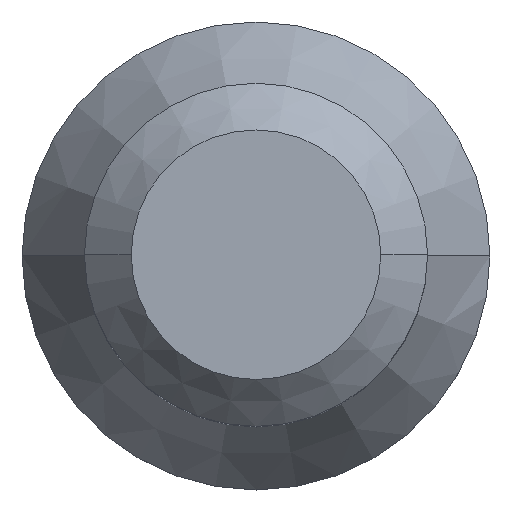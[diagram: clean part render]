
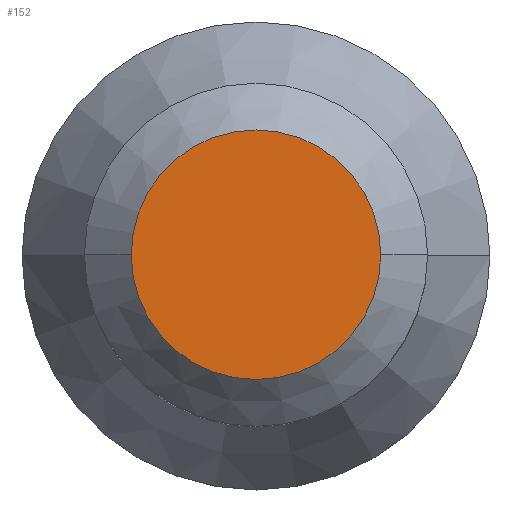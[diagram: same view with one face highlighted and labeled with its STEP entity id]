
A CAD part, top view. The second image highlights one B-rep face of the part: STEP entity #152.
In plain terms, the highlighted planar face has unit normal (0, 0, 1).
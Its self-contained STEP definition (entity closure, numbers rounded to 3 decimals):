
#120=PLANE('',#585);
#152=ADVANCED_FACE('',(#183),#120,.T.);
#183=FACE_OUTER_BOUND('',#214,.T.);
#214=EDGE_LOOP('',(#353,#354));
#353=ORIENTED_EDGE('',*,*,#465,.T.);
#354=ORIENTED_EDGE('',*,*,#467,.F.);
#396=VERTEX_POINT('',#1153);
#397=VERTEX_POINT('',#1155);
#465=EDGE_CURVE('',#397,#396,#500,.T.);
#467=EDGE_CURVE('',#397,#396,#501,.T.);
#500=CIRCLE('',#581,0.8);
#501=CIRCLE('',#583,0.8);
#581=AXIS2_PLACEMENT_3D('',#1154,#727,#728);
#583=AXIS2_PLACEMENT_3D('',#1158,#732,#733);
#585=AXIS2_PLACEMENT_3D('',#1160,#736,#737);
#727=DIRECTION('',(0.,0.,1.));
#728=DIRECTION('',(1.,0.,0.));
#732=DIRECTION('',(0.,0.,-1.));
#733=DIRECTION('',(1.,0.,0.));
#736=DIRECTION('',(0.,0.,1.));
#737=DIRECTION('',(1.,0.,0.));
#1153=CARTESIAN_POINT('',(-0.8,0.,5.));
#1154=CARTESIAN_POINT('',(0.,0.,5.));
#1155=CARTESIAN_POINT('',(0.8,0.,5.));
#1158=CARTESIAN_POINT('',(0.,0.,5.));
#1160=CARTESIAN_POINT('',(0.,0.,5.));
